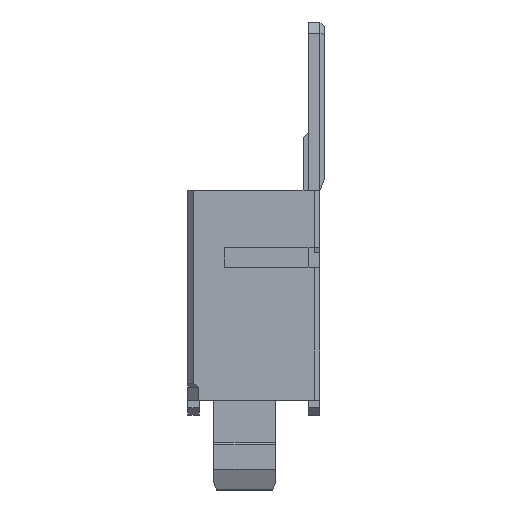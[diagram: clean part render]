
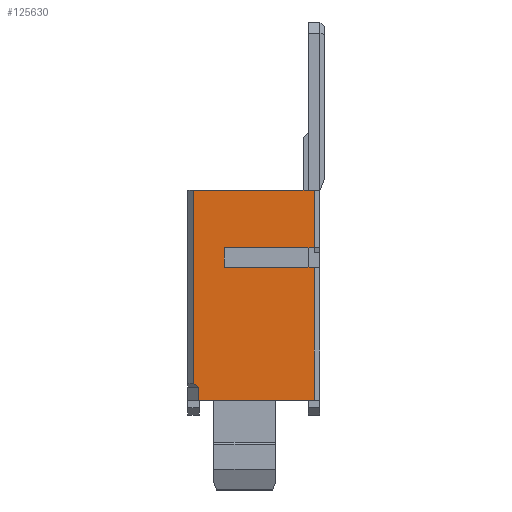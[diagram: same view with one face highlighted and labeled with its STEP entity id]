
A CAD part, front view. The second image highlights one B-rep face of the part: STEP entity #125630.
In plain terms, the highlighted face is planar.
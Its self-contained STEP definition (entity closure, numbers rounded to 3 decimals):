
#8430=CARTESIAN_POINT('',(104.257,68.455,
-37.1));
#8440=VERTEX_POINT('',#8430);
#8470=CARTESIAN_POINT('',(104.257,68.455,
-37.1));
#8480=DIRECTION('',(-1.,0.,0.));
#8490=VECTOR('',#8480,1.);
#8500=LINE('',#8470,#8490);
#8510=CARTESIAN_POINT('',(92.057,68.455,-37.1))
;
#8520=VERTEX_POINT('',#8510);
#8530=EDGE_CURVE('',#8440,#8520,#8500,.T.);
#26630=CARTESIAN_POINT('',(104.257,68.455,
-47.6));
#26640=VERTEX_POINT('',#26630);
#26670=CARTESIAN_POINT('',(104.257,68.455,
-47.6));
#26680=DIRECTION('',(-1.,0.,0.));
#26690=VECTOR('',#26680,1.);
#26700=LINE('',#26670,#26690);
#26710=CARTESIAN_POINT('',(87.857,68.455,-47.6)
);
#26720=VERTEX_POINT('',#26710);
#26730=EDGE_CURVE('',#26640,#26720,#26700,.T.);
#31310=CARTESIAN_POINT('',(104.257,68.455,
-39.8));
#31320=VERTEX_POINT('',#31310);
#31350=CARTESIAN_POINT('',(104.257,68.455,
-43.775));
#31360=DIRECTION('',(0.,0.,1.));
#31370=VECTOR('',#31360,1.);
#31380=LINE('',#31350,#31370);
#31390=EDGE_CURVE('',#26640,#31320,#31380,.T.);
#49300=CARTESIAN_POINT('',(88.557,68.455,-20.8)
);
#49310=VERTEX_POINT('',#49300);
#49460=CARTESIAN_POINT('',(87.857,68.455,-21.295)
);
#49470=VERTEX_POINT('',#49460);
#49500=CARTESIAN_POINT('',(104.257,68.455,
-9.698));
#49510=DIRECTION('',(0.816,0.,
0.577));
#49520=VECTOR('',#49510,1.);
#49530=LINE('',#49500,#49520);
#49540=EDGE_CURVE('',#49470,#49310,#49530,.T.);
#54180=CARTESIAN_POINT('',(88.557,68.455,-19.)
);
#54190=VERTEX_POINT('',#54180);
#54220=CARTESIAN_POINT('',(104.257,68.455,
-19.));
#54230=DIRECTION('',(-1.,0.,0.));
#54240=VECTOR('',#54230,1.);
#54250=LINE('',#54220,#54240);
#54260=CARTESIAN_POINT('',(104.257,68.455,
-19.));
#54270=VERTEX_POINT('',#54260);
#54280=EDGE_CURVE('',#54270,#54190,#54250,.T.);
#55900=CARTESIAN_POINT('',(104.257,68.455,
-39.8));
#55910=DIRECTION('',(1.,0.,0.));
#55920=VECTOR('',#55910,1.);
#55930=LINE('',#55900,#55920);
#55940=CARTESIAN_POINT('',(92.057,68.455,-39.8)
);
#55950=VERTEX_POINT('',#55940);
#55960=EDGE_CURVE('',#55950,#31320,#55930,.T.);
#95360=CARTESIAN_POINT('',(88.557,68.455,-40.1)
);
#95370=DIRECTION('',(0.,0.,-1.));
#95380=VECTOR('',#95370,1.);
#95390=LINE('',#95360,#95380);
#95400=EDGE_CURVE('',#54190,#49310,#95390,.T.);
#125310=CARTESIAN_POINT('',(89.157,68.455,
-78.17));
#125320=DIRECTION('',(-0.,-1.,0.));
#125330=DIRECTION('',(0.,0.,1.));
#125340=AXIS2_PLACEMENT_3D('',#125310,#125320,#125330);
#125350=PLANE('',#125340);
#125360=ORIENTED_EDGE('',*,*,#49540,.T.);
#125370=CARTESIAN_POINT('',(87.857,68.455,-40.1
));
#125380=DIRECTION('',(0.,0.,1.));
#125390=VECTOR('',#125380,1.);
#125400=LINE('',#125370,#125390);
#125410=EDGE_CURVE('',#26720,#49470,#125400,.T.);
#125420=ORIENTED_EDGE('',*,*,#125410,.T.);
#125430=ORIENTED_EDGE('',*,*,#26730,.T.);
#125440=ORIENTED_EDGE('',*,*,#31390,.F.);
#125450=ORIENTED_EDGE('',*,*,#55960,.T.);
#125460=CARTESIAN_POINT('',(92.057,68.455,-41.95
));
#125470=DIRECTION('',(0.,0.,1.));
#125480=VECTOR('',#125470,1.);
#125490=LINE('',#125460,#125480);
#125500=EDGE_CURVE('',#55950,#8520,#125490,.T.);
#125510=ORIENTED_EDGE('',*,*,#125500,.F.);
#125520=ORIENTED_EDGE('',*,*,#8530,.T.);
#125530=CARTESIAN_POINT('',(104.257,68.455,
-28.125));
#125540=DIRECTION('',(0.,0.,1.));
#125550=VECTOR('',#125540,1.);
#125560=LINE('',#125530,#125550);
#125570=EDGE_CURVE('',#8440,#54270,#125560,.T.);
#125580=ORIENTED_EDGE('',*,*,#125570,.F.);
#125590=ORIENTED_EDGE('',*,*,#54280,.F.);
#125600=ORIENTED_EDGE('',*,*,#95400,.F.);
#125610=EDGE_LOOP('',(#125600,#125590,#125580,#125520,#125510,#125450,
#125440,#125430,#125420,#125360));
#125620=FACE_OUTER_BOUND('',#125610,.T.);
#125630=ADVANCED_FACE('',(#125620),#125350,.F.);
